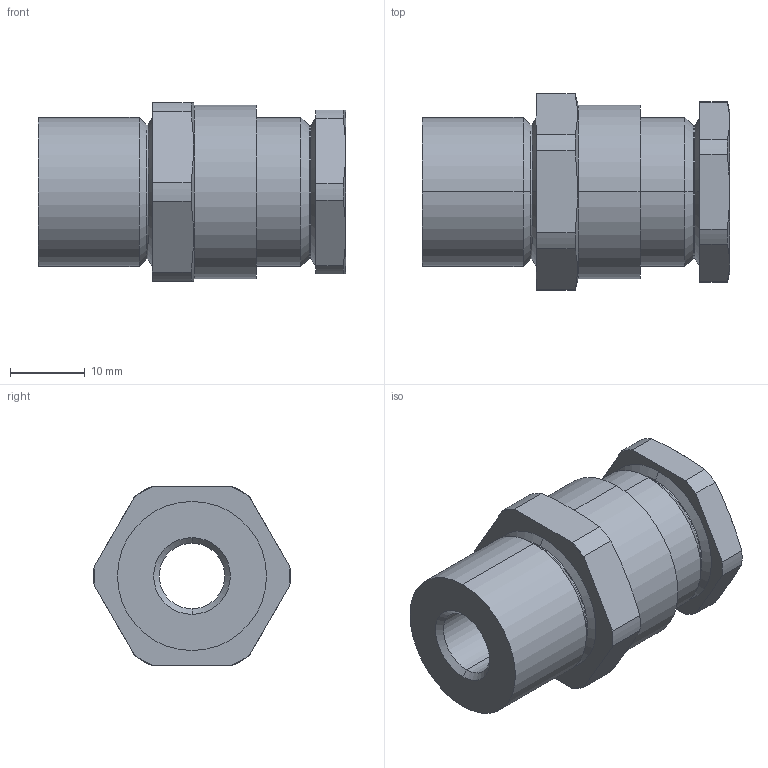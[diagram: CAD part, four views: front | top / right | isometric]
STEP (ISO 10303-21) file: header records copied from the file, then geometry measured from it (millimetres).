
FILE_DESCRIPTION (( 'STEP AP203' ), '1' );
FILE_NAME ('20S16A2F1RA.STEP', '2021-03-11T14:19:13', ( '' ), ( '' ), 'SwSTEP 2.0', 'SolidWorks 2017', '' );
FILE_SCHEMA (( 'CONFIG_CONTROL_DESIGN' ));
Length unit declared in the file: millimetre
Products named in the file (1): 20S16A2F1RA
Bounding box: 41.21 x 26.39 x 24 mm (x, y, z)
Volume: 11403.2 mm3; surface area: 5856.2 mm2
Topology: 2 solids, 2 shells, 75 faces, 178 edges, 110 vertices
Faces by surface type: cylinder 28, cone 26, plane 19, torus 2
Entity records: 2291 total; most frequent: CARTESIAN_POINT 472, DIRECTION 378, ORIENTED_EDGE 356, EDGE_CURVE 178, AXIS2_PLACEMENT_3D 156, VERTEX_POINT 110, EDGE_LOOP 82, CIRCLE 80
